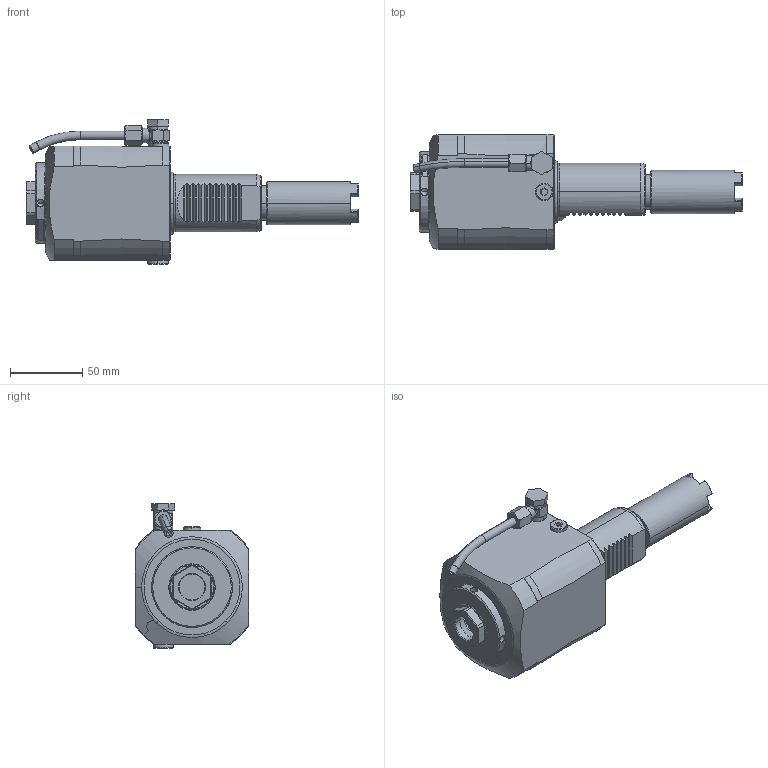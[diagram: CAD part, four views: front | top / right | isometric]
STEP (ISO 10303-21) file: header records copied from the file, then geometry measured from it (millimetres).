
FILE_DESCRIPTION((''),'2;1');
FILE_NAME('NGT1_40_155_25_3HDC','2022-05-25T',('vali'),('NOVA GRUP'),'PRO/ENGINEER BY PARAMETRIC TECHNOLOGY CORPORATION, 2010280','PRO/ENGINEER BY PARAMETRIC TECHNOLOGY CORPORATION, 2010280','');
FILE_SCHEMA(('CONFIG_CONTROL_DESIGN'));
Length unit declared in the file: millimetre
Products named in the file (1): NGT1_40_155_25_3HDC
Bounding box: 230.25 x 79 x 100.4 mm (x, y, z)
Volume: 641019.4 mm3; surface area: 60507.5 mm2
Topology: 2 solids, 3 shells, 426 faces, 1062 edges, 656 vertices
Faces by surface type: plane 184, cylinder 109, cone 66, torus 37, bspline 30
Entity records: 17539 total; most frequent: CARTESIAN_POINT 7836, ORIENTED_EDGE 2108, DIRECTION 1882, EDGE_CURVE 1054, AXIS2_PLACEMENT_3D 725, VERTEX_POINT 656, EDGE_LOOP 456, VECTOR 432
